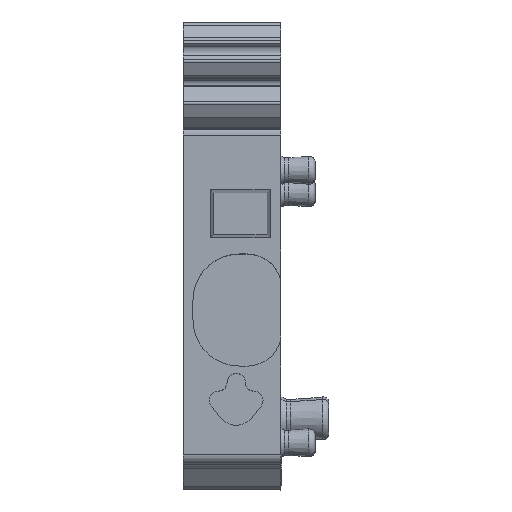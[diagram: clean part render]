
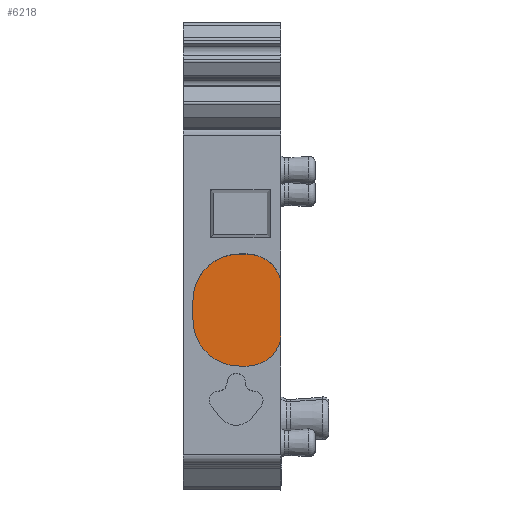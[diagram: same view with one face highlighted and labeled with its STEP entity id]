
A CAD part, top view. The second image highlights one B-rep face of the part: STEP entity #6218.
In plain terms, the highlighted planar face has unit normal (0, 0, 1).
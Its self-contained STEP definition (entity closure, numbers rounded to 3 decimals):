
#6150=AXIS2_PLACEMENT_3D('Plane Axis2P3D',#6147,#6148,#6149) ;
#6154=AXIS2_PLACEMENT_3D('Circle Axis2P3D',#6152,#6153,$) ;
#6168=AXIS2_PLACEMENT_3D('Circle Axis2P3D',#6166,#6167,$) ;
#6182=AXIS2_PLACEMENT_3D('Circle Axis2P3D',#6180,#6181,$) ;
#6196=AXIS2_PLACEMENT_3D('Circle Axis2P3D',#6194,#6195,$) ;
#940=CARTESIAN_POINT('Vertex',(5.05,10.97,43.535)) ;
#943=CARTESIAN_POINT('Line Origine',(5.05,9.27,43.535)) ;
#947=CARTESIAN_POINT('Vertex',(5.05,7.57,43.535)) ;
#6132=CARTESIAN_POINT('Vertex',(4.997,10.97,43.535)) ;
#6135=CARTESIAN_POINT('Line Origine',(5.024,10.97,43.535)) ;
#6147=CARTESIAN_POINT('Axis2P3D Location',(0.,0.,43.535)) ;
#6152=CARTESIAN_POINT('Axis2P3D Location',(3.3,10.37,43.535)) ;
#6156=CARTESIAN_POINT('Vertex',(3.3,12.17,43.535)) ;
#6159=CARTESIAN_POINT('Line Origine',(3.1,12.17,43.535)) ;
#6163=CARTESIAN_POINT('Vertex',(2.9,12.17,43.535)) ;
#6166=CARTESIAN_POINT('Axis2P3D Location',(2.9,9.77,43.535)) ;
#6170=CARTESIAN_POINT('Vertex',(0.5,9.77,43.535)) ;
#6173=CARTESIAN_POINT('Line Origine',(0.5,9.27,43.535)) ;
#6177=CARTESIAN_POINT('Vertex',(0.5,8.77,43.535)) ;
#6180=CARTESIAN_POINT('Axis2P3D Location',(2.9,8.77,43.535)) ;
#6184=CARTESIAN_POINT('Vertex',(2.9,6.37,43.535)) ;
#6187=CARTESIAN_POINT('Line Origine',(3.1,6.37,43.535)) ;
#6191=CARTESIAN_POINT('Vertex',(3.3,6.37,43.535)) ;
#6194=CARTESIAN_POINT('Axis2P3D Location',(3.3,8.17,43.535)) ;
#6198=CARTESIAN_POINT('Vertex',(4.997,7.57,43.535)) ;
#6201=CARTESIAN_POINT('Line Origine',(5.024,7.57,43.535)) ;
#944=DIRECTION('Vector Direction',(0.,-1.,0.)) ;
#6136=DIRECTION('Vector Direction',(1.,0.,0.)) ;
#6148=DIRECTION('Axis2P3D Direction',(0.,0.,1.)) ;
#6149=DIRECTION('Axis2P3D XDirection',(1.,0.,0.)) ;
#6153=DIRECTION('Axis2P3D Direction',(0.,0.,1.)) ;
#6160=DIRECTION('Vector Direction',(1.,0.,0.)) ;
#6167=DIRECTION('Axis2P3D Direction',(0.,0.,1.)) ;
#6174=DIRECTION('Vector Direction',(0.,1.,0.)) ;
#6181=DIRECTION('Axis2P3D Direction',(0.,0.,1.)) ;
#6188=DIRECTION('Vector Direction',(-1.,0.,0.)) ;
#6195=DIRECTION('Axis2P3D Direction',(0.,0.,1.)) ;
#6202=DIRECTION('Vector Direction',(-1.,0.,0.)) ;
#945=VECTOR('Line Direction',#944,1.) ;
#6137=VECTOR('Line Direction',#6136,1.) ;
#6161=VECTOR('Line Direction',#6160,1.) ;
#6175=VECTOR('Line Direction',#6174,1.) ;
#6189=VECTOR('Line Direction',#6188,1.) ;
#6203=VECTOR('Line Direction',#6202,1.) ;
#6207=ORIENTED_EDGE('',*,*,#949,.T.) ;
#6208=ORIENTED_EDGE('',*,*,#6139,.T.) ;
#6209=ORIENTED_EDGE('',*,*,#6158,.T.) ;
#6210=ORIENTED_EDGE('',*,*,#6165,.T.) ;
#6211=ORIENTED_EDGE('',*,*,#6172,.T.) ;
#6212=ORIENTED_EDGE('',*,*,#6179,.T.) ;
#6213=ORIENTED_EDGE('',*,*,#6186,.T.) ;
#6214=ORIENTED_EDGE('',*,*,#6193,.T.) ;
#6215=ORIENTED_EDGE('',*,*,#6200,.T.) ;
#6216=ORIENTED_EDGE('',*,*,#6205,.T.) ;
#6218=ADVANCED_FACE('Hauptkoerper',(#6217),#6151,.T.) ;
#6155=CIRCLE('generated circle',#6154,1.8) ;
#6169=CIRCLE('generated circle',#6168,2.4) ;
#6183=CIRCLE('generated circle',#6182,2.4) ;
#6197=CIRCLE('generated circle',#6196,1.8) ;
#949=EDGE_CURVE('',#948,#941,#946,.F.) ;
#6139=EDGE_CURVE('',#941,#6133,#6138,.F.) ;
#6158=EDGE_CURVE('',#6133,#6157,#6155,.T.) ;
#6165=EDGE_CURVE('',#6157,#6164,#6162,.F.) ;
#6172=EDGE_CURVE('',#6164,#6171,#6169,.T.) ;
#6179=EDGE_CURVE('',#6171,#6178,#6176,.F.) ;
#6186=EDGE_CURVE('',#6178,#6185,#6183,.T.) ;
#6193=EDGE_CURVE('',#6185,#6192,#6190,.F.) ;
#6200=EDGE_CURVE('',#6192,#6199,#6197,.T.) ;
#6205=EDGE_CURVE('',#6199,#948,#6204,.F.) ;
#6206=EDGE_LOOP('',(#6207,#6208,#6209,#6210,#6211,#6212,#6213,#6214,#6215,#6216)) ;
#6217=FACE_OUTER_BOUND('',#6206,.T.) ;
#946=LINE('Line',#943,#945) ;
#6138=LINE('Line',#6135,#6137) ;
#6162=LINE('Line',#6159,#6161) ;
#6176=LINE('Line',#6173,#6175) ;
#6190=LINE('Line',#6187,#6189) ;
#6204=LINE('Line',#6201,#6203) ;
#6151=PLANE('',#6150) ;
#941=VERTEX_POINT('',#940) ;
#948=VERTEX_POINT('',#947) ;
#6133=VERTEX_POINT('',#6132) ;
#6157=VERTEX_POINT('',#6156) ;
#6164=VERTEX_POINT('',#6163) ;
#6171=VERTEX_POINT('',#6170) ;
#6178=VERTEX_POINT('',#6177) ;
#6185=VERTEX_POINT('',#6184) ;
#6192=VERTEX_POINT('',#6191) ;
#6199=VERTEX_POINT('',#6198) ;
